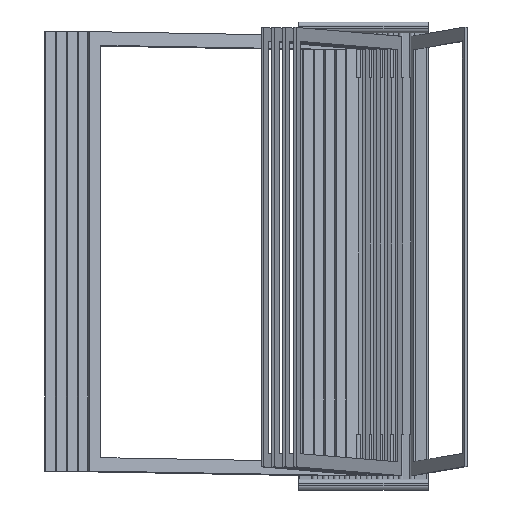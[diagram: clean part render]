
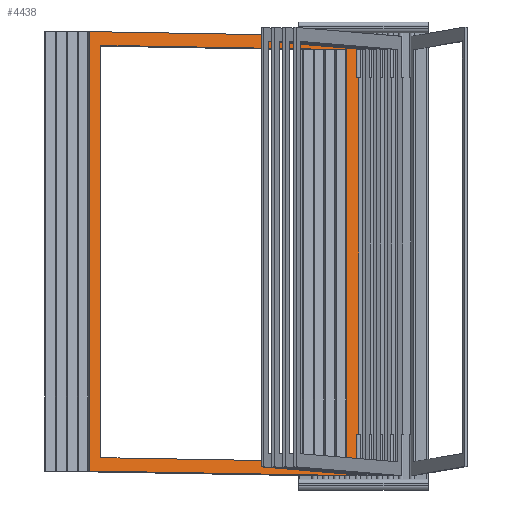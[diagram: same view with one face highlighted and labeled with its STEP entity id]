
A CAD part, front view. The second image highlights one B-rep face of the part: STEP entity #4438.
In plain terms, the highlighted planar face has unit normal (0.5, -0.866, 0.026).
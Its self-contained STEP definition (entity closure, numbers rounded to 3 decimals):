
#436=FACE_BOUND('',#891,.T.);
#604=FACE_OUTER_BOUND('',#890,.T.);
#890=EDGE_LOOP('',(#3716,#3717,#3718,#3719,#3720,#3721,#3722,#3723));
#891=EDGE_LOOP('',(#3724,#3725,#3726,#3727));
#1253=LINE('',#6985,#1699);
#1255=LINE('',#6992,#1701);
#1257=LINE('',#6996,#1703);
#1260=LINE('',#7002,#1706);
#1261=LINE('',#7004,#1707);
#1262=LINE('',#7006,#1708);
#1263=LINE('',#7008,#1709);
#1264=LINE('',#7009,#1710);
#1265=LINE('',#7012,#1711);
#1266=LINE('',#7014,#1712);
#1267=LINE('',#7016,#1713);
#1268=LINE('',#7017,#1714);
#1699=VECTOR('',#5751,1.);
#1701=VECTOR('',#5759,1.);
#1703=VECTOR('',#5763,1.);
#1706=VECTOR('',#5768,1.);
#1707=VECTOR('',#5769,1.);
#1708=VECTOR('',#5770,1.);
#1709=VECTOR('',#5771,1.);
#1710=VECTOR('',#5772,1.);
#1711=VECTOR('',#5773,1.);
#1712=VECTOR('',#5774,1.);
#1713=VECTOR('',#5775,1.);
#1714=VECTOR('',#5776,1.);
#2146=VERTEX_POINT('',#6982);
#2147=VERTEX_POINT('',#6984);
#2149=VERTEX_POINT('',#6991);
#2150=VERTEX_POINT('',#6995);
#2152=VERTEX_POINT('',#7001);
#2153=VERTEX_POINT('',#7003);
#2154=VERTEX_POINT('',#7005);
#2155=VERTEX_POINT('',#7007);
#2156=VERTEX_POINT('',#7010);
#2157=VERTEX_POINT('',#7011);
#2158=VERTEX_POINT('',#7013);
#2159=VERTEX_POINT('',#7015);
#2691=EDGE_CURVE('',#2147,#2146,#1253,.T.);
#2694=EDGE_CURVE('',#2149,#2147,#1255,.T.);
#2696=EDGE_CURVE('',#2149,#2150,#1257,.T.);
#2699=EDGE_CURVE('',#2152,#2146,#1260,.T.);
#2700=EDGE_CURVE('',#2153,#2152,#1261,.T.);
#2701=EDGE_CURVE('',#2154,#2153,#1262,.T.);
#2702=EDGE_CURVE('',#2154,#2155,#1263,.T.);
#2703=EDGE_CURVE('',#2155,#2150,#1264,.T.);
#2704=EDGE_CURVE('',#2156,#2157,#1265,.T.);
#2705=EDGE_CURVE('',#2158,#2156,#1266,.T.);
#2706=EDGE_CURVE('',#2159,#2158,#1267,.T.);
#2707=EDGE_CURVE('',#2157,#2159,#1268,.T.);
#3716=ORIENTED_EDGE('',*,*,#2694,.T.);
#3717=ORIENTED_EDGE('',*,*,#2691,.T.);
#3718=ORIENTED_EDGE('',*,*,#2699,.F.);
#3719=ORIENTED_EDGE('',*,*,#2700,.F.);
#3720=ORIENTED_EDGE('',*,*,#2701,.F.);
#3721=ORIENTED_EDGE('',*,*,#2702,.T.);
#3722=ORIENTED_EDGE('',*,*,#2703,.T.);
#3723=ORIENTED_EDGE('',*,*,#2696,.F.);
#3724=ORIENTED_EDGE('',*,*,#2704,.F.);
#3725=ORIENTED_EDGE('',*,*,#2705,.F.);
#3726=ORIENTED_EDGE('',*,*,#2706,.F.);
#3727=ORIENTED_EDGE('',*,*,#2707,.F.);
#4229=PLANE('',#4811);
#4438=ADVANCED_FACE('',(#604,#436),#4229,.T.);
#4811=AXIS2_PLACEMENT_3D('',#7000,#5766,#5767);
#5751=DIRECTION('',(0.,0.03,1.));
#5759=DIRECTION('',(-0.866,-0.5,0.015));
#5763=DIRECTION('',(0.,-0.03,-1.));
#5766=DIRECTION('center_axis',(0.5,-0.866,0.026));
#5767=DIRECTION('ref_axis',(0.,-0.03,-1.));
#5768=DIRECTION('',(0.866,0.5,-0.015));
#5769=DIRECTION('',(0.,0.03,1.));
#5770=DIRECTION('',(-0.866,-0.5,0.015));
#5771=DIRECTION('',(0.,0.03,1.));
#5772=DIRECTION('',(0.866,0.5,-0.015));
#5773=DIRECTION('',(0.866,0.5,-0.015));
#5774=DIRECTION('',(0.,-0.03,-1.));
#5775=DIRECTION('',(-0.866,-0.5,0.015));
#5776=DIRECTION('',(0.,0.03,1.));
#6982=CARTESIAN_POINT('',(-5.,-19.81,-7.556));
#6984=CARTESIAN_POINT('',(-5.,-20.734,-38.042));
#6985=CARTESIAN_POINT('',(-5.,-20.734,-38.042));
#6991=CARTESIAN_POINT('',(-3.5,-19.868,-38.068));
#6992=CARTESIAN_POINT('',(-53.296,-48.605,-37.197));
#6995=CARTESIAN_POINT('',(-3.5,-27.865,-301.947));
#6996=CARTESIAN_POINT('',(-3.5,-28.789,-332.433));
#7000=CARTESIAN_POINT('Origin',(-103.093,-81.34,-168.266));
#7001=CARTESIAN_POINT('',(-202.686,-133.892,-4.099));
#7002=CARTESIAN_POINT('',(-3.5,-18.945,-7.582));
#7003=CARTESIAN_POINT('',(-202.686,-143.736,-328.95));
#7004=CARTESIAN_POINT('',(-202.686,-133.892,-4.099));
#7005=CARTESIAN_POINT('',(-5.,-29.654,-332.407));
#7006=CARTESIAN_POINT('',(-202.686,-143.736,-328.95));
#7007=CARTESIAN_POINT('',(-5.,-28.73,-301.921));
#7008=CARTESIAN_POINT('',(-5.,-28.73,-301.921));
#7009=CARTESIAN_POINT('',(-53.296,-56.602,-301.076));
#7010=CARTESIAN_POINT('',(-194.026,-138.435,-319.106));
#7011=CARTESIAN_POINT('',(-12.16,-33.483,-322.286));
#7012=CARTESIAN_POINT('',(-194.026,-138.435,-319.106));
#7013=CARTESIAN_POINT('',(-194.026,-129.197,-14.246));
#7014=CARTESIAN_POINT('',(-194.026,-129.197,-14.246));
#7015=CARTESIAN_POINT('',(-12.16,-24.245,-17.426));
#7016=CARTESIAN_POINT('',(-12.16,-24.245,-17.426));
#7017=CARTESIAN_POINT('',(-12.16,-33.483,-322.286));
